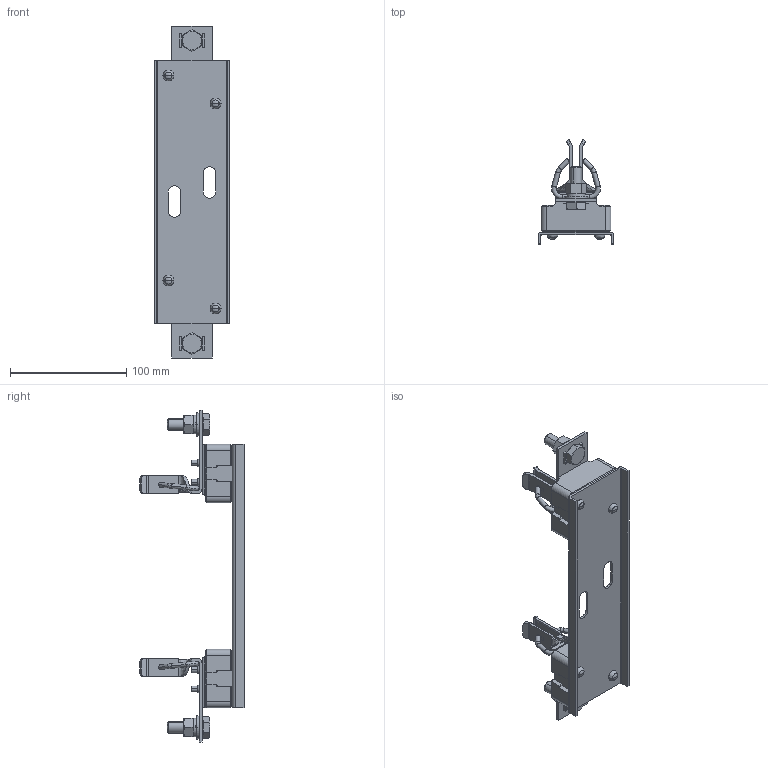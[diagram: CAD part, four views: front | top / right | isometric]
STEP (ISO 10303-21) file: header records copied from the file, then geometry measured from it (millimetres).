
FILE_DESCRIPTION((''),'2;1');
FILE_NAME('PK2XLDC_ASM','2022-01-04T13:08:22',('marketing.praksa'),('Audax d.o.o.'),'CREO PARAMETRIC BY PTC INC, 2021304','CREO PARAMETRIC BY PTC INC, 2021304','');
FILE_SCHEMA(('AP242_MANAGED_MODEL_BASED_3D_ENGINEERING_MIM_LF { 1 0 10303 442 1 1 4 }'));
Length unit declared in the file: millimetre
Products named in the file (14): 004132019_PK2XL_ETI; 004132019_PK2XL_ETI_1_1; 004132019_PK2XL_ETI_1_2; 004132019_PK2XL_ETI_1_3; 004132019_PK2XL_ETI_1_4; 004132019_PK2XL_ETI_1_6; PRT9563; X2; PRT1532; 004132019_PK2XL_ETI_1_6_1_2; 004132019_PK2XL_ETI_1_6_1_1_2_5; 004132019_PK2XL_ETI_1_6_1_1_2_6; 004132019_PK2XL_ETI_1_6_1_1_2_7; PK2XLDC_ASM
Assembly tree (18 placements, depth 2):
  PK2XLDC_ASM
    004132019_PK2XL_ETI
    004132019_PK2XL_ETI_1_1
    004132019_PK2XL_ETI_1_2
    004132019_PK2XL_ETI_1_3
    004132019_PK2XL_ETI_1_4
    004132019_PK2XL_ETI_1_6  x2
    PRT9563
    X2
    PRT1532
    004132019_PK2XL_ETI_1_6_1_2  x2
    004132019_PK2XL_ETI_1_6_1_1_2_5  x2
    004132019_PK2XL_ETI_1_6_1_1_2_6  x2
    004132019_PK2XL_ETI_1_6_1_1_2_7  x2
Bounding box: 65 x 89.3 x 285 mm (x, y, z)
Volume: 212367.8 mm3; surface area: 87863.1 mm2
Topology: 22 solids, 22 shells, 709 faces, 1758 edges, 1106 vertices
Faces by surface type: plane 393, cylinder 178, cone 76, bspline 30, torus 24, sphere 8
Entity records: 33460 total; most frequent: CARTESIAN_POINT 12700, DIRECTION 2618, ORIENTED_EDGE 2548, PRESENTATION_STYLE_ASSIGNMENT 1803, STYLED_ITEM 1803, CURVE_STYLE 1274, EDGE_CURVE 1274, AXIS2_PLACEMENT_3D 896
